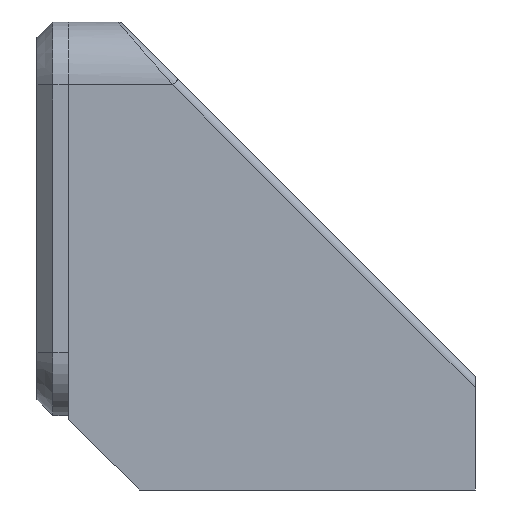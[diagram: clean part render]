
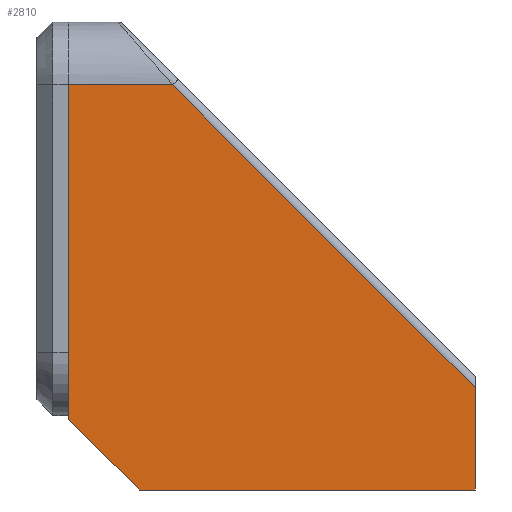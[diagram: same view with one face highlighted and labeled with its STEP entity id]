
A CAD part, front view. The second image highlights one B-rep face of the part: STEP entity #2810.
In plain terms, the highlighted planar face has unit normal (0, -1, 0).
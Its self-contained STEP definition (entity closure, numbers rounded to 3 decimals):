
#316=FACE_OUTER_BOUND('',#490,.T.);
#490=EDGE_LOOP('',(#2235,#2236,#2237,#2238,#2239,#2240));
#662=LINE('',#4629,#953);
#691=LINE('',#4708,#982);
#730=LINE('',#4799,#1021);
#732=LINE('',#4803,#1023);
#733=LINE('',#4804,#1024);
#734=LINE('',#4805,#1025);
#953=VECTOR('',#3493,10.);
#982=VECTOR('',#3570,10.);
#1021=VECTOR('',#3645,10.);
#1023=VECTOR('',#3649,10.);
#1024=VECTOR('',#3650,10.);
#1025=VECTOR('',#3651,10.);
#1261=VERTEX_POINT('',#4619);
#1263=VERTEX_POINT('',#4625);
#1290=VERTEX_POINT('',#4707);
#1323=VERTEX_POINT('',#4796);
#1324=VERTEX_POINT('',#4798);
#1325=VERTEX_POINT('',#4802);
#1577=EDGE_CURVE('',#1261,#1263,#662,.T.);
#1616=EDGE_CURVE('',#1290,#1263,#691,.T.);
#1661=EDGE_CURVE('',#1323,#1324,#730,.T.);
#1663=EDGE_CURVE('',#1325,#1261,#732,.T.);
#1664=EDGE_CURVE('',#1325,#1324,#733,.T.);
#1665=EDGE_CURVE('',#1290,#1323,#734,.T.);
#2235=ORIENTED_EDGE('',*,*,#1577,.F.);
#2236=ORIENTED_EDGE('',*,*,#1663,.F.);
#2237=ORIENTED_EDGE('',*,*,#1664,.T.);
#2238=ORIENTED_EDGE('',*,*,#1661,.F.);
#2239=ORIENTED_EDGE('',*,*,#1665,.F.);
#2240=ORIENTED_EDGE('',*,*,#1616,.T.);
#2671=PLANE('',#3057);
#2810=ADVANCED_FACE('',(#316),#2671,.T.);
#3057=AXIS2_PLACEMENT_3D('',#4801,#3647,#3648);
#3493=DIRECTION('',(0.707,0.,-0.707));
#3570=DIRECTION('',(0.,0.,1.));
#3645=DIRECTION('',(-0.707,0.,0.707));
#3647=DIRECTION('center_axis',(0.,-1.,0.));
#3648=DIRECTION('ref_axis',(1.,0.,0.));
#3649=DIRECTION('',(1.,0.,0.));
#3650=DIRECTION('',(0.,0.,-1.));
#3651=DIRECTION('',(-1.,0.,0.));
#4619=CARTESIAN_POINT('',(-23.914,-25.,42.848));
#4625=CARTESIAN_POINT('',(14.5,-25.,4.434));
#4629=CARTESIAN_POINT('',(-10.717,-25.,29.651));
#4707=CARTESIAN_POINT('',(14.5,-25.,-8.614));
#4708=CARTESIAN_POINT('',(14.5,-25.,-8.614));
#4796=CARTESIAN_POINT('',(-28.157,-25.,-8.614));
#4798=CARTESIAN_POINT('',(-37.157,-25.,0.386));
#4799=CARTESIAN_POINT('',(-36.618,-25.,-0.153));
#4801=CARTESIAN_POINT('Origin',(-53.,-25.,-8.614));
#4802=CARTESIAN_POINT('',(-37.157,-25.,42.848));
#4803=CARTESIAN_POINT('',(-25.098,-25.,42.848));
#4804=CARTESIAN_POINT('',(-37.157,-25.,-3.883));
#4805=CARTESIAN_POINT('',(14.5,-25.,-8.614));
